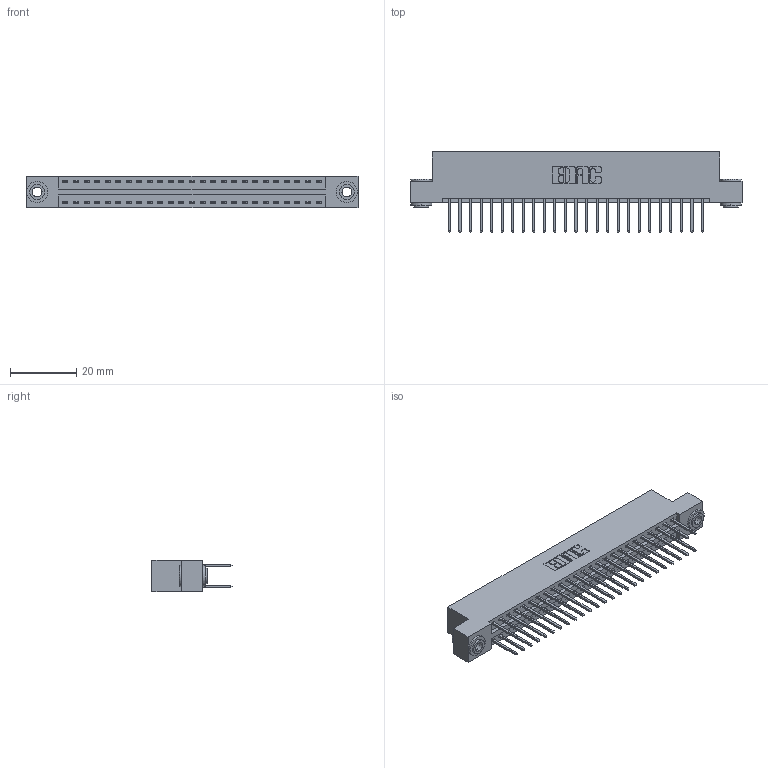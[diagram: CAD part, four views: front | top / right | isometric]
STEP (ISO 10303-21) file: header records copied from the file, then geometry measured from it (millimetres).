
FILE_DESCRIPTION (( 'STEP AP203' ), '1' );
FILE_NAME ('346-050-526-203.STEP', '2022-05-20T23:06:58', ( '' ), ( '' ), 'SwSTEP 2.0', 'SolidWorks 2020', '' );
FILE_SCHEMA (( 'CONFIG_CONTROL_DESIGN' ));
Length unit declared in the file: inch
Products named in the file (4): 345-250-002_345-250-002-102; 345-292-001_345-293-126; 346-050-526-203; 346 Part_Flush Mounting Lugs - 0.156 Dia-TH
Assembly tree (53 placements, depth 2):
  346-050-526-203
    346 Part_Flush Mounting Lugs - 0.156 Dia-TH
    345-292-001_345-293-126  x50
    345-250-002_345-250-002-102  x2
Bounding box: 99.95 x 24.13 x 9.4 mm (x, y, z)
Volume: 9697.5 mm3; surface area: 13678.4 mm2
Topology: 53 solids, 53 shells, 2774 faces, 8191 edges, 5390 vertices
Faces by surface type: plane 1850, cylinder 916, cone 8
Entity records: 19688 total; most frequent: CARTESIAN_POINT 3249, ORIENTED_EDGE 3174, DIRECTION 2945, EDGE_CURVE 1587, LINE 1331, VECTOR 1331, VERTEX_POINT 1054, AXIS2_PLACEMENT_3D 807
